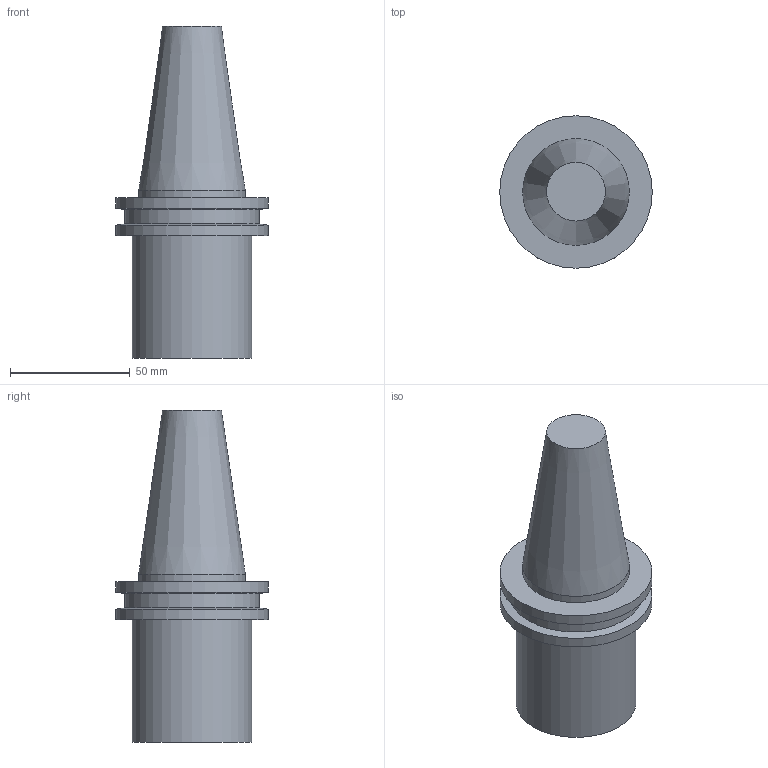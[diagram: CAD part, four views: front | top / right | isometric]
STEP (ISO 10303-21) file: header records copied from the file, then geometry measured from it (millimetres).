
FILE_DESCRIPTION(/* description */ ('3-D model version:1'),/* implementation_level */ '2;1');
FILE_NAME(/* name */ 'C5-390.140-40070',/* time_stamp */ '2016-12-02T13:50:48',/* author */ ('InteractiveCad'),/* organization */ ('AB Sandvik Coromant'),/* preprocessor_version */ 'ST-DEVELOPER v11',/* originating_system */ 'SIEMENS UGS NX 6.0',/* authorization */ '');
FILE_SCHEMA(('AUTOMOTIVE_DESIGN'));
Length unit declared in the file: millimetre
Products named in the file (1): ds680184tlco
Bounding box: 63.55 x 63.55 x 138.4 mm (x, y, z)
Volume: 216297.1 mm3; surface area: 25450.6 mm2
Topology: 1 solids, 1 shells, 12 faces, 19 edges, 11 vertices
Faces by surface type: cylinder 5, plane 4, cone 3
Full cylindrical faces by diameter (mm): 44.45 x1, 50 x1, 56 x1, 63.55 x2
Entity records: 281 total; most frequent: DIRECTION 56, CARTESIAN_POINT 39, AXIS2_PLACEMENT_3D 28, EDGE_LOOP 22, ORIENTED_EDGE 22, FACE_BOUND 20, ADVANCED_FACE 12, VERTEX_POINT 11
